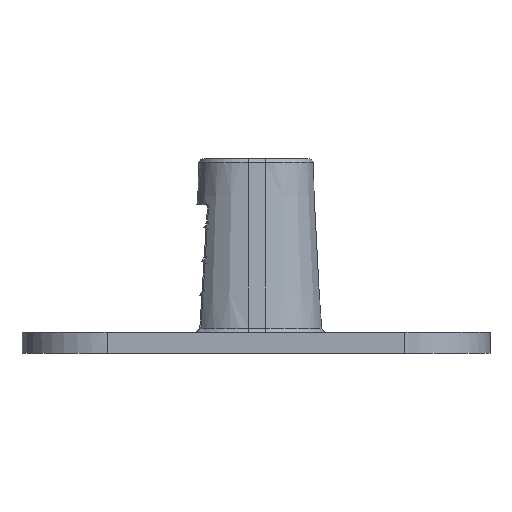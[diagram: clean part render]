
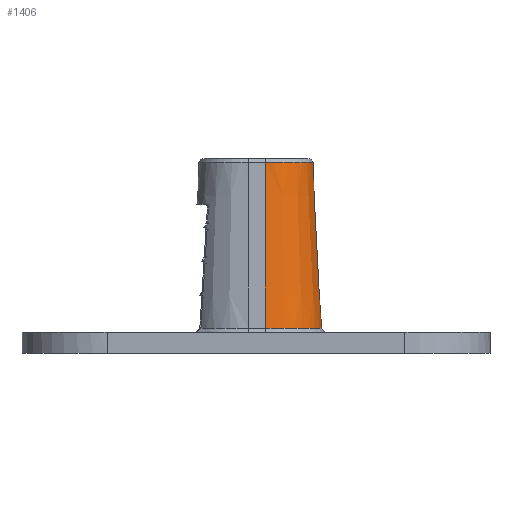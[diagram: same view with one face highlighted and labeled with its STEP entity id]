
A CAD part, front view. The second image highlights one B-rep face of the part: STEP entity #1406.
In plain terms, the highlighted conical face has half-angle 3 degrees and reference radius 5.672 mm.
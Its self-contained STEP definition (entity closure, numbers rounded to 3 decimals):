
#643=AXIS2_PLACEMENT_3D('Circle Axis2P3D',#641,#642,$) ;
#1386=AXIS2_PLACEMENT_3D('Cone Axis2P3D',#1383,#1384,#1385) ;
#1390=AXIS2_PLACEMENT_3D('Circle Axis2P3D',#1388,#1389,$) ;
#621=CARTESIAN_POINT('Vertex',(1451.512,166.698,2.974)) ;
#641=CARTESIAN_POINT('Axis2P3D Location',(1451.628,159.974,2.974)) ;
#645=CARTESIAN_POINT('Vertex',(1451.744,153.25,2.974)) ;
#1368=CARTESIAN_POINT('Vertex',(1451.53,165.677,22.446)) ;
#1371=CARTESIAN_POINT('Line Origine',(1451.512,166.696,3.007)) ;
#1383=CARTESIAN_POINT('Axis2P3D Location',(1451.628,159.974,23.065)) ;
#1388=CARTESIAN_POINT('Axis2P3D Location',(1451.628,159.974,22.446)) ;
#1392=CARTESIAN_POINT('Vertex',(1451.726,154.27,22.446)) ;
#1395=CARTESIAN_POINT('Line Origine',(1451.744,153.252,3.007)) ;
#642=DIRECTION('Axis2P3D Direction',(0.,0.,1.)) ;
#1372=DIRECTION('Vector Direction',(-0.001,0.052,-0.999)) ;
#1384=DIRECTION('Axis2P3D Direction',(0.,0.,-1.)) ;
#1385=DIRECTION('Axis2P3D XDirection',(0.017,-1.,0.)) ;
#1389=DIRECTION('Axis2P3D Direction',(0.,0.,1.)) ;
#1396=DIRECTION('Vector Direction',(0.001,-0.052,-0.999)) ;
#1373=VECTOR('Line Direction',#1372,1.) ;
#1397=VECTOR('Line Direction',#1396,1.) ;
#1401=ORIENTED_EDGE('',*,*,#647,.F.) ;
#1402=ORIENTED_EDGE('',*,*,#1375,.F.) ;
#1403=ORIENTED_EDGE('',*,*,#1394,.F.) ;
#1404=ORIENTED_EDGE('',*,*,#1399,.T.) ;
#1406=ADVANCED_FACE('Sitz Tuckerblozen',(#1405),#1387,.T.) ;
#644=CIRCLE('generated circle',#643,6.725) ;
#1391=CIRCLE('generated circle',#1390,5.704) ;
#1387=CONICAL_SURFACE('Cone',#1386,5.672,0.052) ;
#647=EDGE_CURVE('',#622,#646,#644,.F.) ;
#1375=EDGE_CURVE('',#1369,#622,#1374,.T.) ;
#1394=EDGE_CURVE('',#1393,#1369,#1391,.T.) ;
#1399=EDGE_CURVE('',#1393,#646,#1398,.T.) ;
#1400=EDGE_LOOP('',(#1401,#1402,#1403,#1404)) ;
#1405=FACE_OUTER_BOUND('',#1400,.T.) ;
#1374=LINE('Line',#1371,#1373) ;
#1398=LINE('Line',#1395,#1397) ;
#622=VERTEX_POINT('',#621) ;
#646=VERTEX_POINT('',#645) ;
#1369=VERTEX_POINT('',#1368) ;
#1393=VERTEX_POINT('',#1392) ;
